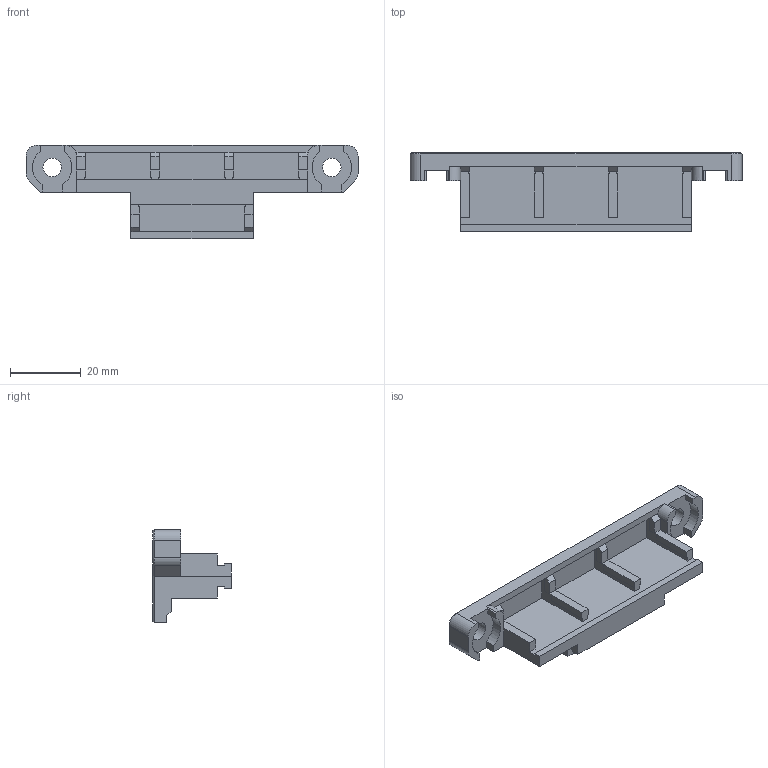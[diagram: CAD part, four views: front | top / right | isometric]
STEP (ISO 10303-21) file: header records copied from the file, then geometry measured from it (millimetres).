
FILE_DESCRIPTION(/* description */ (''),/* implementation_level */ '2;1');
FILE_NAME(/* name */ 'WAGO Mount x1_LDO.step',/* time_stamp */ '2024-08-02T08:37:20-04:00',/* author */ (''),/* organization */ (''),/* preprocessor_version */ 'ST-DEVELOPER v20',/* originating_system */ 'Autodesk Translation Framework v13.14.0.145',/* authorisation */ '');
FILE_SCHEMA (('AUTOMOTIVE_DESIGN { 1 0 10303 214 3 1 1 }'));
Length unit declared in the file: millimetre
Products named in the file (1): FusionComponent
Bounding box: 93.8 x 22.25 x 26.33 mm (x, y, z)
Volume: 11995.2 mm3; surface area: 8545.3 mm2
Topology: 1 solids, 1 shells, 154 faces, 422 edges, 270 vertices
Faces by surface type: plane 136, cylinder 12, cone 6
Full cylindrical faces by diameter (mm): 5.25 x2
Entity records: 4814 total; most frequent: CARTESIAN_POINT 847, ORIENTED_EDGE 844, DIRECTION 764, EDGE_CURVE 422, LINE 390, VECTOR 390, VERTEX_POINT 270, AXIS2_PLACEMENT_3D 187
